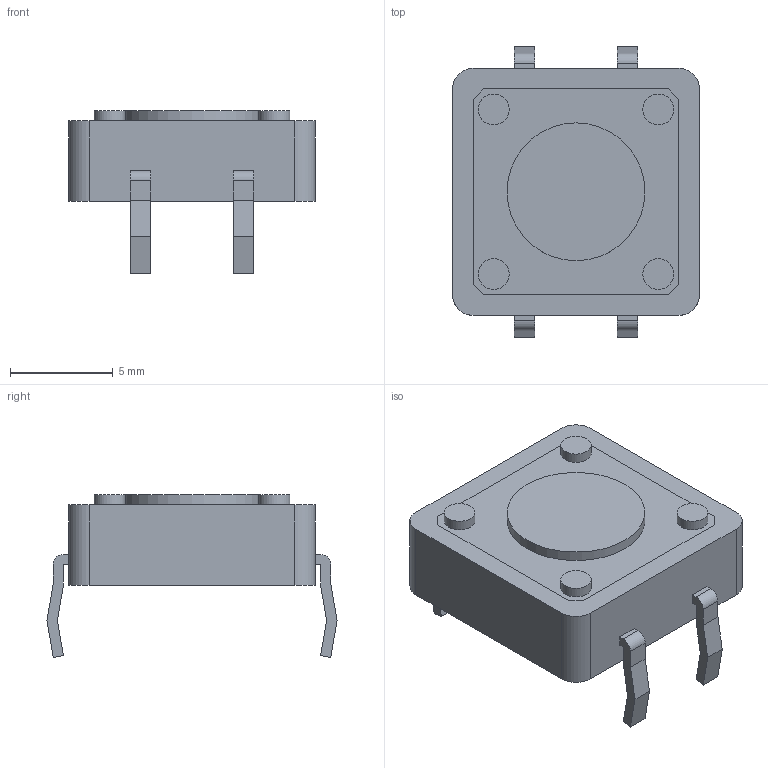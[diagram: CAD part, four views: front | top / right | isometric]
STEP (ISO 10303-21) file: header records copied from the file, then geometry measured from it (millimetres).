
FILE_DESCRIPTION(/* description */ ('STEP AP242','CAx-IF Rec.Pracs.---Representation and Presentation of Product Manufacturing Information (PMI)---4.0---2014-10-13','CAx-IF Rec.Pracs.---3D Tessellated Geometry---0.4---2014-09-14','2;1'),/* implementation_level */ '2;1');
FILE_NAME(/* name */ '630cda1d1c174454be8ec205',/* time_stamp */ '2022-08-29T15:24:14+00:00',/* author */ (''),/* organization */ (''),/* preprocessor_version */ 'ST-DEVELOPER v18.102',/* originating_system */ ' ',/* authorisation */ ' ');
FILE_SCHEMA (('AP242_MANAGED_MODEL_BASED_3D_ENGINEERING_MIM_LF { 1 0 10303 442 1 1 4 }'));
Length unit declared in the file: metre
Products named in the file (7): Pin3; Pin4; Pin2; Pin1; Button; Body_Inner; Body_Outter
Bounding box: 12 x 14.1 x 7.91 mm (x, y, z)
Volume: 591.1 mm3; surface area: 1251.6 mm2
Topology: 7 solids, 7 shells, 98 faces, 234 edges, 156 vertices
Faces by surface type: plane 80, cylinder 18
Full cylindrical faces by diameter (mm): 1.5 x8, 6.7 x2
Entity records: 2953 total; most frequent: CARTESIAN_POINT 485, DIRECTION 470, ORIENTED_EDGE 448, EDGE_CURVE 224, LINE 188, VECTOR 188, VERTEX_POINT 156, AXIS2_PLACEMENT_3D 141
